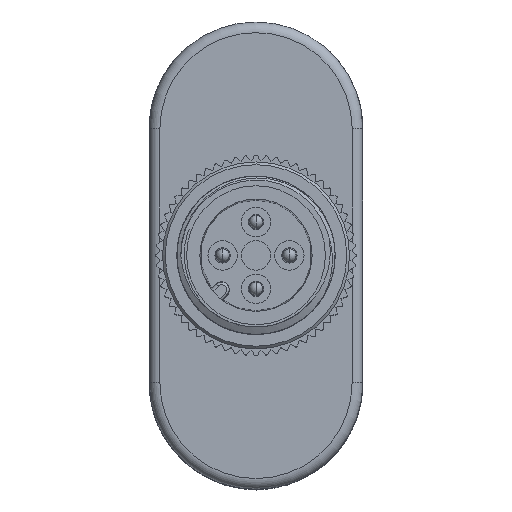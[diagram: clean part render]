
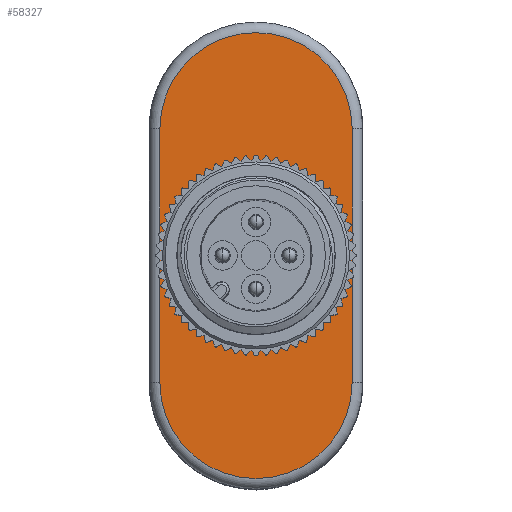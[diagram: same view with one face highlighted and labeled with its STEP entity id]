
A CAD part, top view. The second image highlights one B-rep face of the part: STEP entity #58327.
In plain terms, the highlighted planar face has unit normal (0, 0, 1).
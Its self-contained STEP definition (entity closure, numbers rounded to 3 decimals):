
#16785=DIRECTION('',(0.,-1.,0.));
#16786=VECTOR('',#16785,19.);
#16787=CARTESIAN_POINT('',(-7.2,9.5,12.3));
#16788=LINE('',#16787,#16786);
#16804=CARTESIAN_POINT('',(0.,9.5,12.3));
#16805=DIRECTION('',(0.,0.,1.));
#16806=DIRECTION('',(1.,0.,0.));
#16807=AXIS2_PLACEMENT_3D('',#16804,#16805,#16806);
#16818=DIRECTION('',(0.,1.,0.));
#16819=VECTOR('',#16818,19.);
#16820=CARTESIAN_POINT('',(7.2,-9.5,12.3));
#16821=LINE('',#16820,#16819);
#16842=CARTESIAN_POINT('',(0.,-9.5,12.3));
#16843=DIRECTION('',(0.,0.,-1.));
#16844=DIRECTION('',(1.,0.,0.));
#16845=AXIS2_PLACEMENT_3D('',#16842,#16843,#16844);
#16847=CARTESIAN_POINT('',(0.,9.5,12.3));
#16848=DIRECTION('',(0.,0.,-1.));
#16849=DIRECTION('',(-1.,0.,0.));
#16850=AXIS2_PLACEMENT_3D('',#16847,#16848,#16849);
#16852=CARTESIAN_POINT('',(0.,0.,12.3));
#16853=DIRECTION('',(0.,0.,1.));
#16854=DIRECTION('',(0.,1.,0.));
#16855=AXIS2_PLACEMENT_3D('',#16852,#16853,#16854);
#16857=CARTESIAN_POINT('',(0.,0.,12.3));
#16858=DIRECTION('',(0.,0.,1.));
#16859=DIRECTION('',(0.,-1.,0.));
#16860=AXIS2_PLACEMENT_3D('',#16857,#16858,#16859);
#16862=CARTESIAN_POINT('',(0.,0.,12.3));
#16863=DIRECTION('',(0.,0.,-1.));
#16864=DIRECTION('',(0.,-1.,0.));
#16865=AXIS2_PLACEMENT_3D('',#16862,#16863,#16864);
#16882=CARTESIAN_POINT('',(0.,0.,12.3));
#16883=DIRECTION('',(0.,0.,-1.));
#16884=DIRECTION('',(0.,1.,0.));
#16885=AXIS2_PLACEMENT_3D('',#16882,#16883,#16884);
#30062=CARTESIAN_POINT('',(-7.2,9.5,12.3));
#30063=VERTEX_POINT('',#30062);
#30064=CARTESIAN_POINT('',(-7.2,-9.5,12.3));
#30065=VERTEX_POINT('',#30064);
#30066=CARTESIAN_POINT('',(7.2,9.5,12.3));
#30067=VERTEX_POINT('',#30066);
#30068=CARTESIAN_POINT('',(7.2,9.562,12.3));
#30069=VERTEX_POINT('',#30068);
#30070=CARTESIAN_POINT('',(7.2,-9.5,12.3));
#30071=VERTEX_POINT('',#30070);
#30072=CARTESIAN_POINT('',(-0.001,7.,12.3));
#30073=CARTESIAN_POINT('',(-0.07,-7.,12.3));
#30074=VERTEX_POINT('',#30072);
#30075=VERTEX_POINT('',#30073);
#30076=CARTESIAN_POINT('',(0.001,-7.,12.3));
#30077=VERTEX_POINT('',#30076);
#30078=CARTESIAN_POINT('',(0.07,7.,12.3));
#30079=VERTEX_POINT('',#30078);
#58305=CARTESIAN_POINT('',(8.,-17.5,12.3));
#58306=DIRECTION('',(0.,0.,1.));
#58307=DIRECTION('',(0.,1.,0.));
#58308=AXIS2_PLACEMENT_3D('',#58305,#58306,#58307);
#58309=PLANE('',#58308);
#58310=ORIENTED_EDGE('',*,*,#58292,.T.);
#58311=ORIENTED_EDGE('',*,*,#58225,.F.);
#58312=ORIENTED_EDGE('',*,*,#58250,.T.);
#58313=ORIENTED_EDGE('',*,*,#58248,.F.);
#58314=ORIENTED_EDGE('',*,*,#58271,.F.);
#58315=EDGE_LOOP('',(#58310,#58311,#58312,#58313,#58314));
#58316=FACE_OUTER_BOUND('',#58315,.F.);
#58318=ORIENTED_EDGE('',*,*,#58317,.T.);
#58320=ORIENTED_EDGE('',*,*,#58319,.F.);
#58322=ORIENTED_EDGE('',*,*,#58321,.T.);
#58324=ORIENTED_EDGE('',*,*,#58323,.F.);
#58325=EDGE_LOOP('',(#58318,#58320,#58322,#58324));
#58326=FACE_BOUND('',#58325,.F.);
#16808=CIRCLE('',#16807,7.2);
#16846=CIRCLE('',#16845,7.2);
#16851=CIRCLE('',#16850,7.2);
#16856=CIRCLE('',#16855,7.);
#16861=CIRCLE('',#16860,7.);
#16866=CIRCLE('',#16865,7.);
#16886=CIRCLE('',#16885,7.);
#58225=EDGE_CURVE('',#30063,#30065,#16788,.T.);
#58248=EDGE_CURVE('',#30067,#30069,#16808,.T.);
#58250=EDGE_CURVE('',#30063,#30069,#16851,.T.);
#58271=EDGE_CURVE('',#30071,#30067,#16821,.T.);
#58292=EDGE_CURVE('',#30071,#30065,#16846,.T.);
#58317=EDGE_CURVE('',#30074,#30075,#16856,.T.);
#58319=EDGE_CURVE('',#30077,#30075,#16866,.T.);
#58321=EDGE_CURVE('',#30077,#30079,#16861,.T.);
#58323=EDGE_CURVE('',#30074,#30079,#16886,.T.);
#58327=ADVANCED_FACE('',(#58316,#58326),#58309,.T.);
